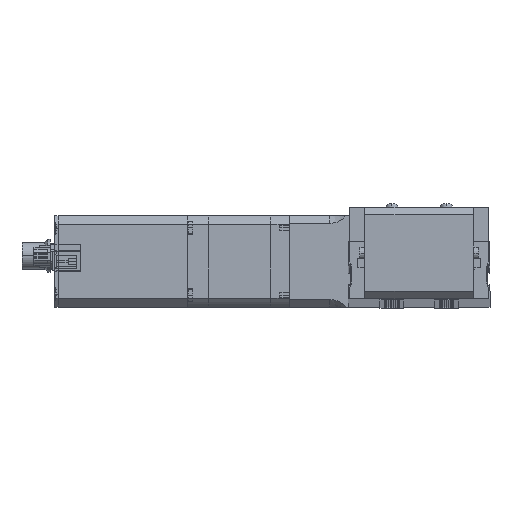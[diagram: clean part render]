
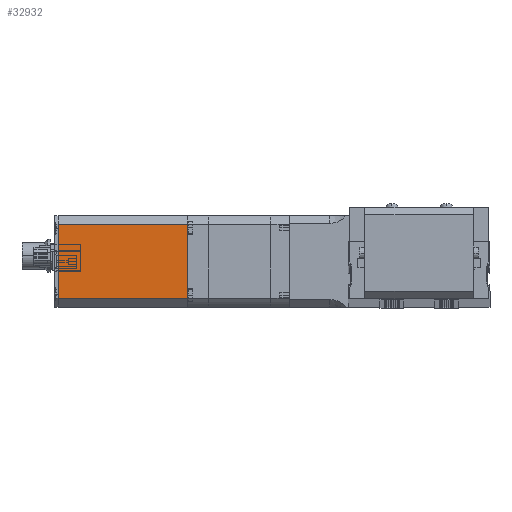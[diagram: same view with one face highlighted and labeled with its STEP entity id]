
A CAD part, top view. The second image highlights one B-rep face of the part: STEP entity #32932.
In plain terms, the highlighted face is planar.
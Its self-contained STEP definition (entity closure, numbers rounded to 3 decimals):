
#1824 = CARTESIAN_POINT ( 'NONE',  ( -31., 17., -106.25 ) ) ;
#2282 = CARTESIAN_POINT ( 'NONE',  ( -31., 17., -106.25 ) ) ;
#2613 = VERTEX_POINT ( 'NONE', #9738 ) ;
#2796 = VERTEX_POINT ( 'NONE', #10093 ) ;
#3542 = ORIENTED_EDGE ( 'NONE', *, *, #20145, .F. ) ;
#4218 = DIRECTION ( 'NONE',  ( 1., 0., 0. ) ) ;
#6551 = EDGE_CURVE ( 'NONE', #2796, #35832, #7409, .T. ) ;
#7326 = DIRECTION ( 'NONE',  ( 0., 1., 0. ) ) ;
#7409 = LINE ( 'NONE', #2282, #16743 ) ;
#8415 = AXIS2_PLACEMENT_3D ( 'NONE', #1824, #4218, #7326 ) ;
#8801 = FACE_OUTER_BOUND ( 'NONE', #23892, .T. ) ;
#9738 = CARTESIAN_POINT ( 'NONE',  ( -31., -17., -47. ) ) ;
#10093 = CARTESIAN_POINT ( 'NONE',  ( -31., -17., -106.25 ) ) ;
#10185 = CARTESIAN_POINT ( 'NONE',  ( -31., 17., -47. ) ) ;
#10600 = CARTESIAN_POINT ( 'NONE',  ( -31., 17., -47. ) ) ;
#10759 = DIRECTION ( 'NONE',  ( 0., 0., 1. ) ) ;
#11401 = VECTOR ( 'NONE', #16948, 1000. ) ;
#11799 = ORIENTED_EDGE ( 'NONE', *, *, #6551, .F. ) ;
#12137 = VERTEX_POINT ( 'NONE', #10600 ) ;
#15393 = EDGE_CURVE ( 'NONE', #2613, #12137, #35404, .T. ) ;
#16743 = VECTOR ( 'NONE', #35760, 1000. ) ;
#16843 = LINE ( 'NONE', #30646, #35051 ) ;
#16948 = DIRECTION ( 'NONE',  ( 0., 0., 1. ) ) ;
#19734 = LINE ( 'NONE', #30949, #11401 ) ;
#19960 = ORIENTED_EDGE ( 'NONE', *, *, #32776, .T. ) ;
#20145 = EDGE_CURVE ( 'NONE', #35832, #12137, #16843, .T. ) ;
#23892 = EDGE_LOOP ( 'NONE', ( #32239, #3542, #11799, #19960 ) ) ;
#27055 = PLANE ( 'NONE',  #8415 ) ;
#27277 = CARTESIAN_POINT ( 'NONE',  ( -31., 17., -106.25 ) ) ;
#30332 = VECTOR ( 'NONE', #32669, 1000. ) ;
#30646 = CARTESIAN_POINT ( 'NONE',  ( -31., 17., -106.25 ) ) ;
#30949 = CARTESIAN_POINT ( 'NONE',  ( -31., -17., -106.25 ) ) ;
#32239 = ORIENTED_EDGE ( 'NONE', *, *, #15393, .T. ) ;
#32669 = DIRECTION ( 'NONE',  ( 0., 1., 0. ) ) ;
#32776 = EDGE_CURVE ( 'NONE', #2796, #2613, #19734, .T. ) ;
#32932 = ADVANCED_FACE ( 'NONE', ( #8801 ), #27055, .F. ) ;
#35051 = VECTOR ( 'NONE', #10759, 1000. ) ;
#35404 = LINE ( 'NONE', #10185, #30332 ) ;
#35760 = DIRECTION ( 'NONE',  ( 0., 1., 0. ) ) ;
#35832 = VERTEX_POINT ( 'NONE', #27277 ) ;
